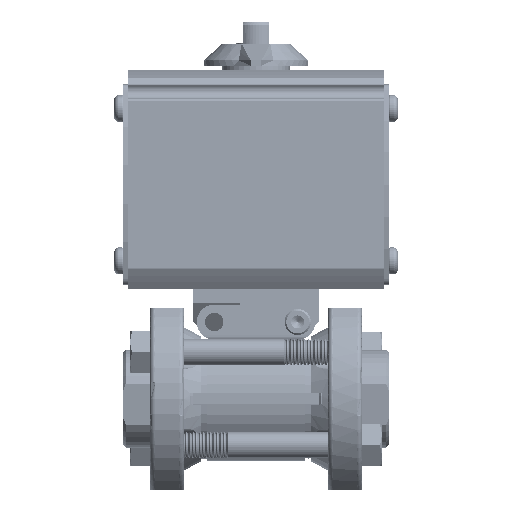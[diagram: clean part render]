
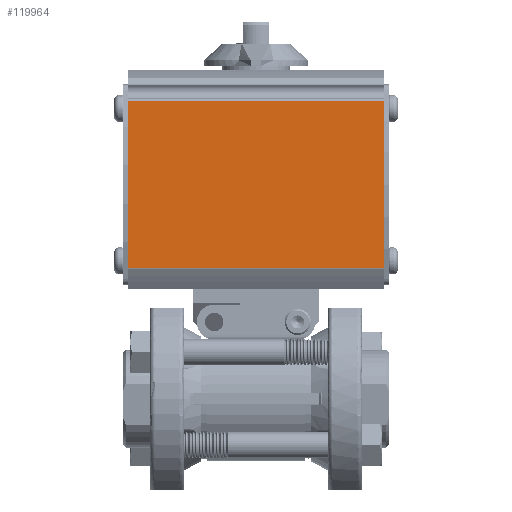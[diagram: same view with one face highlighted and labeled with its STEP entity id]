
A CAD part, top view. The second image highlights one B-rep face of the part: STEP entity #119964.
In plain terms, the highlighted planar face has unit normal (0, 0, 1).
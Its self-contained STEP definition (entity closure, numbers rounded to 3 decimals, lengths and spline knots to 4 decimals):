
#3661 = DIRECTION ( 'NONE',  ( 0., -1., 0. ) ) ;
#7803 = VECTOR ( 'NONE', #108397, 39.3701 ) ;
#8175 = ORIENTED_EDGE ( 'NONE', *, *, #10684, .T. ) ;
#10684 = EDGE_CURVE ( 'NONE', #70118, #97841, #35399, .T. ) ;
#11653 = LINE ( 'NONE', #96919, #91035 ) ;
#15423 = LINE ( 'NONE', #33875, #70461 ) ;
#26377 = VERTEX_POINT ( 'NONE', #113363 ) ;
#33612 = ORIENTED_EDGE ( 'NONE', *, *, #113718, .F. ) ;
#33875 = CARTESIAN_POINT ( 'NONE',  ( -1.5275, 3.5694, 1.17 ) ) ;
#35399 = LINE ( 'NONE', #86543, #7803 ) ;
#44510 = CARTESIAN_POINT ( 'NONE',  ( 1.5275, 3.5621, 1.17 ) ) ;
#46981 = AXIS2_PLACEMENT_3D ( 'NONE', #47087, #47540, #120134 ) ;
#47087 = CARTESIAN_POINT ( 'NONE',  ( -5.0403, 3.5694, 1.17 ) ) ;
#47540 = DIRECTION ( 'NONE',  ( 0., 0., -1. ) ) ;
#64415 = DIRECTION ( 'NONE',  ( 1., 0., 0. ) ) ;
#67021 = EDGE_LOOP ( 'NONE', ( #33612, #8175, #107981, #76519 ) ) ;
#70118 = VERTEX_POINT ( 'NONE', #44510 ) ;
#70461 = VECTOR ( 'NONE', #95838, 39.3701 ) ;
#71593 = CARTESIAN_POINT ( 'NONE',  ( -1.5275, 3.5621, 1.17 ) ) ;
#76519 = ORIENTED_EDGE ( 'NONE', *, *, #123304, .T. ) ;
#86095 = FACE_OUTER_BOUND ( 'NONE', #67021, .T. ) ;
#86543 = CARTESIAN_POINT ( 'NONE',  ( -5.0403, 3.5621, 1.17 ) ) ;
#90988 = CARTESIAN_POINT ( 'NONE',  ( -1.5275, 1.5679, 1.17 ) ) ;
#91035 = VECTOR ( 'NONE', #3661, 39.3701 ) ;
#95838 = DIRECTION ( 'NONE',  ( 0., 1., 0. ) ) ;
#96919 = CARTESIAN_POINT ( 'NONE',  ( 1.5275, 3.5694, 1.17 ) ) ;
#97841 = VERTEX_POINT ( 'NONE', #71593 ) ;
#99170 = PLANE ( 'NONE',  #46981 ) ;
#104776 = CARTESIAN_POINT ( 'NONE',  ( -5.0403, 1.5679, 1.17 ) ) ;
#105010 = LINE ( 'NONE', #104776, #126183 ) ;
#107981 = ORIENTED_EDGE ( 'NONE', *, *, #110808, .F. ) ;
#108397 = DIRECTION ( 'NONE',  ( -1., 0., 0. ) ) ;
#110808 = EDGE_CURVE ( 'NONE', #124302, #97841, #15423, .T. ) ;
#113363 = CARTESIAN_POINT ( 'NONE',  ( 1.5275, 1.5679, 1.17 ) ) ;
#113718 = EDGE_CURVE ( 'NONE', #70118, #26377, #11653, .T. ) ;
#119964 = ADVANCED_FACE ( 'NONE', ( #86095 ), #99170, .F. ) ;
#120134 = DIRECTION ( 'NONE',  ( 0., -1., 0. ) ) ;
#123304 = EDGE_CURVE ( 'NONE', #124302, #26377, #105010, .T. ) ;
#124302 = VERTEX_POINT ( 'NONE', #90988 ) ;
#126183 = VECTOR ( 'NONE', #64415, 39.3701 ) ;
